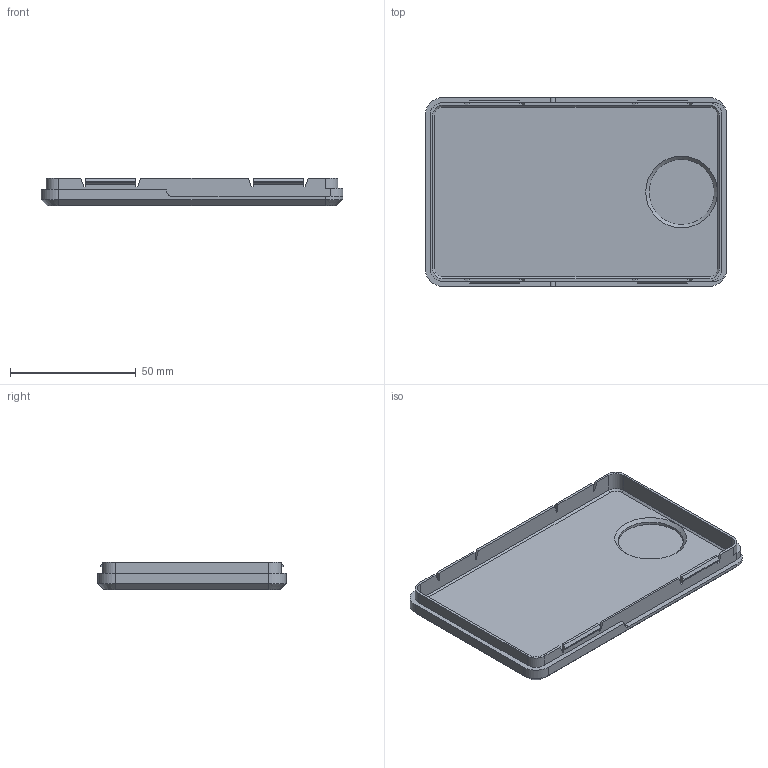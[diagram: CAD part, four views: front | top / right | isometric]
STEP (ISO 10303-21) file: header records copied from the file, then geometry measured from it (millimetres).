
FILE_DESCRIPTION(/* description */ (''),/* implementation_level */ '2;1');
FILE_NAME(/* name */ 'CartBot_CustClips_EqualCorners.stp',/* time_stamp */ '2025-07-10T16:26:59-06:00',/* author */ (''),/* organization */ (''),/* preprocessor_version */ 'ST-DEVELOPER v20',/* originating_system */ 'SIEMENS PLM Software NX2412.4001',/* authorisation */ '');
FILE_SCHEMA (('AUTOMOTIVE_DESIGN { 1 0 10303 214 3 1 1 1 }'));
Length unit declared in the file: millimetre
Products named in the file (1): CartRecreation_Bottom
Bounding box: 120 x 75 x 11 mm (x, y, z)
Volume: 29231.3 mm3; surface area: 24396.2 mm2
Topology: 1 solids, 1 shells, 111 faces, 303 edges, 197 vertices
Faces by surface type: plane 85, cylinder 17, cone 9
Full cylindrical faces by diameter (mm): 26 x1
Entity records: 3470 total; most frequent: CARTESIAN_POINT 608, ORIENTED_EDGE 600, DIRECTION 567, EDGE_CURVE 300, LINE 257, VECTOR 257, VERTEX_POINT 195, AXIS2_PLACEMENT_3D 155
